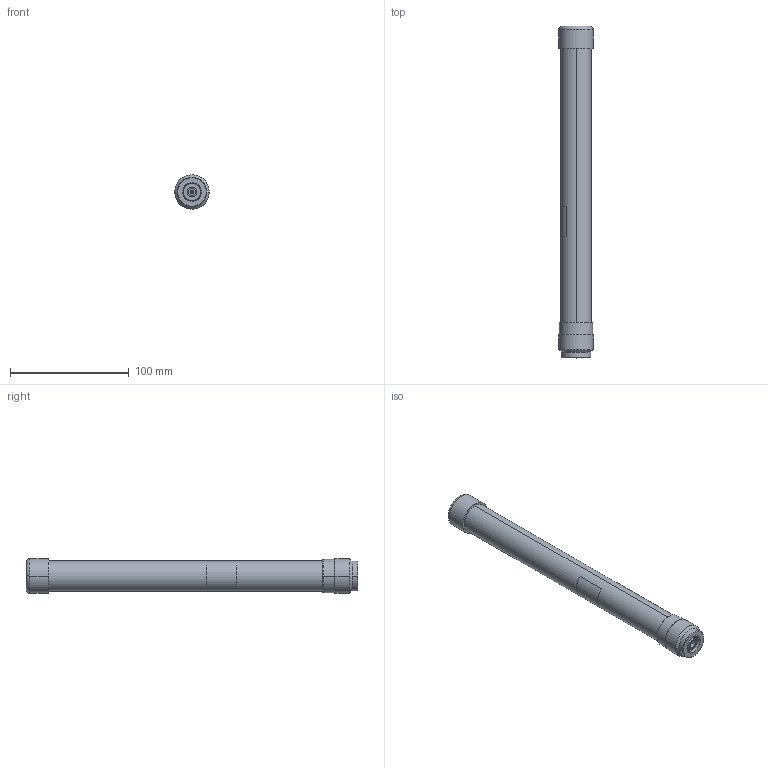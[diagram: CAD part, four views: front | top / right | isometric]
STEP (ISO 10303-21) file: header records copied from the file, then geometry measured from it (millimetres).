
FILE_DESCRIPTION (( 'STEP AP214' ), '1' );
FILE_NAME ('FMANOM1161_3D.step', '2024-03-05T16:45:39', ( '' ), ( '' ), 'SwSTEP 2.0', 'SolidWorks 2022', '' );
FILE_SCHEMA (( 'AUTOMOTIVE_DESIGN' ));
Length unit declared in the file: inch
Products named in the file (6): Part56^FMANOM1161; N-J.stp; GAI.stp; FMANOM1161_3D; GUAN.stp; WXFG4B.stp
Assembly tree (5 placements, depth 3):
  FMANOM1161_3D
    WXFG4B.stp
      N-J.stp
      GUAN.stp
      GAI.stp
    Part56^FMANOM1161
Bounding box: 29 x 280 x 29 mm (x, y, z)
Volume: 60953 mm3; surface area: 49939 mm2
Topology: 4 solids, 4 shells, 93 faces, 206 edges, 126 vertices
Faces by surface type: cylinder 46, cone 19, plane 19, bspline 7, torus 2
Entity records: 4585 total; most frequent: CARTESIAN_POINT 2348, DIRECTION 425, ORIENTED_EDGE 404, EDGE_CURVE 202, AXIS2_PLACEMENT_3D 177, VERTEX_POINT 126, EDGE_LOOP 104, ADVANCED_FACE 93
